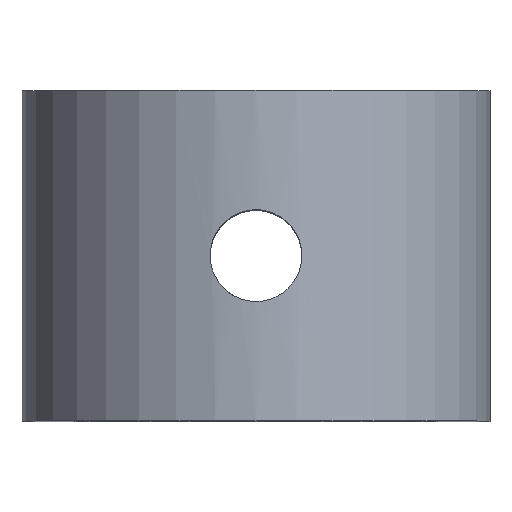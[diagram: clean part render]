
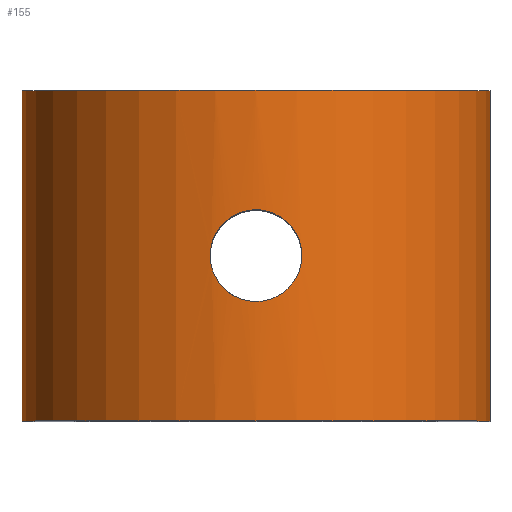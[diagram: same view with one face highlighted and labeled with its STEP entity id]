
A CAD part, top view. The second image highlights one B-rep face of the part: STEP entity #155.
In plain terms, the highlighted cylindrical face has radius 13.25 mm (diameter 26.5 mm), a partial arc.
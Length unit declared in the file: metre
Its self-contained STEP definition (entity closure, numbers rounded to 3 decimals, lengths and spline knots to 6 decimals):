
#12=CIRCLE('',#178,0.01325);
#13=CIRCLE('',#179,0.01325);
#17=B_SPLINE_CURVE_WITH_KNOTS('',3,(#249,#250,#251,#252,#253,#254,#255,
#256,#257,#258,#259),.UNSPECIFIED.,.T.,.F.,(1,1,1,1,1,1,1,1,1,1,1,1,1,1,
1),(-0.006111,-0.004074,-0.002037,0.,
0.002037,0.004074,0.006111,0.008148,
0.010184,0.012221,0.014258,0.016295,
0.018332,0.020369,0.022406),.UNSPECIFIED.);
#20=CYLINDRICAL_SURFACE('',#177,0.01325);
#32=ORIENTED_EDGE('',*,*,#68,.T.);
#33=ORIENTED_EDGE('',*,*,#66,.F.);
#34=ORIENTED_EDGE('',*,*,#69,.F.);
#35=ORIENTED_EDGE('',*,*,#63,.T.);
#36=ORIENTED_EDGE('',*,*,#70,.T.);
#63=EDGE_CURVE('',#78,#81,#95,.F.);
#66=EDGE_CURVE('',#84,#85,#98,.F.);
#68=EDGE_CURVE('',#86,#86,#17,.T.);
#69=EDGE_CURVE('',#78,#84,#12,.T.);
#70=EDGE_CURVE('',#81,#85,#13,.T.);
#78=VERTEX_POINT('',#232);
#81=VERTEX_POINT('',#237);
#84=VERTEX_POINT('',#244);
#85=VERTEX_POINT('',#246);
#86=VERTEX_POINT('',#260);
#95=LINE('',#238,#105);
#98=LINE('',#245,#108);
#105=VECTOR('',#196,1.);
#108=VECTOR('',#201,1.);
#114=EDGE_LOOP('',(#32));
#115=EDGE_LOOP('',(#33,#34,#35,#36));
#132=FACE_BOUND('',#114,.T.);
#133=FACE_BOUND('',#115,.T.);
#155=ADVANCED_FACE('',(#132,#133),#20,.T.);
#177=AXIS2_PLACEMENT_3D('',#248,#203,#204);
#178=AXIS2_PLACEMENT_3D('',#261,#205,#206);
#179=AXIS2_PLACEMENT_3D('',#262,#207,#208);
#196=DIRECTION('',(0.,-1.,0.));
#201=DIRECTION('',(0.,-1.,0.));
#203=DIRECTION('',(0.,-1.,0.));
#204=DIRECTION('',(1.,0.,0.));
#205=DIRECTION('',(0.,-1.,0.));
#206=DIRECTION('',(1.,0.,0.));
#207=DIRECTION('',(0.,-1.,0.));
#208=DIRECTION('',(1.,0.,0.));
#232=CARTESIAN_POINT('',(0.01325,-0.00935,0.0195));
#237=CARTESIAN_POINT('',(0.01325,0.00935,0.0195));
#238=CARTESIAN_POINT('',(0.01325,-0.00785,0.0195));
#244=CARTESIAN_POINT('',(-0.01325,-0.00935,0.0195));
#245=CARTESIAN_POINT('',(-0.01325,-0.00785,0.0195));
#246=CARTESIAN_POINT('',(-0.01325,0.00935,0.0195));
#248=CARTESIAN_POINT('',(0.,-0.00785,0.0195));
#249=CARTESIAN_POINT('',(0.002036,0.002039,0.032623));
#250=CARTESIAN_POINT('',(0.002882,0.,0.032427));
#251=CARTESIAN_POINT('',(0.002036,-0.002038,0.032623));
#252=CARTESIAN_POINT('',(0.000003,-0.002881,0.032814));
#253=CARTESIAN_POINT('',(-0.002038,-0.002038,0.032623));
#254=CARTESIAN_POINT('',(-0.002881,-0.000001,0.032427));
#255=CARTESIAN_POINT('',(-0.00204,0.002035,0.032622));
#256=CARTESIAN_POINT('',(-0.000002,0.002881,0.032814));
#257=CARTESIAN_POINT('',(0.002036,0.002039,0.032623));
#258=CARTESIAN_POINT('',(0.002882,0.,0.032427));
#259=CARTESIAN_POINT('',(0.002036,-0.002038,0.032623));
#260=CARTESIAN_POINT('',(0.0026,0.,0.032492));
#261=CARTESIAN_POINT('',(0.,-0.00935,0.0195));
#262=CARTESIAN_POINT('',(0.,0.00935,0.0195));
